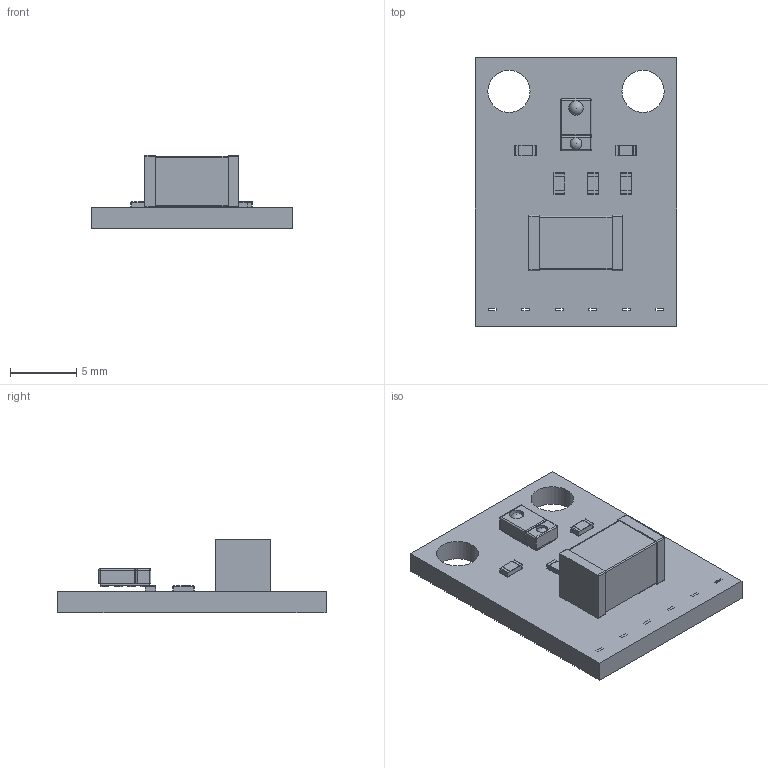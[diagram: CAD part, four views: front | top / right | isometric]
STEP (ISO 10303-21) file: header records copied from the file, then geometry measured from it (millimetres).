
FILE_DESCRIPTION(('FreeCAD Model'),'2;1');
FILE_NAME('sparkfun_apds_9960_v2.step','2020-12-09T14:43:29',('Anool Mahidharia'),('WyoLum'), 'Open CASCADE STEP processor 7.4','FreeCAD','Unknown');
FILE_SCHEMA(('AUTOMOTIVE_DESIGN { 1 0 10303 214 1 1 1 1 }'));
Length unit declared in the file: millimetre
Products named in the file (158): Unnamed; sparkfun_apds_9961; sparkfun_apds_9962; Exploded_sparkfun_apds_9960.0; sparkfun_apds_9960.0.189; sparkfun_apds_9960.0.190; sparkfun_apds_9960.0.194; sparkfun_apds_9960.0.195; sparkfun_apds_9960.0.196; sparkfun_apds_9960.0.197; sparkfun_apds_9960.0.223; sparkfun_apds_9960.0.224; sparkfun_apds_9960.0.237; sparkfun_apds_9960.0.238; sparkfun_apds_9960.0.239; sparkfun_apds_9960.0.240; sparkfun_apds_9960.0.241; sparkfun_apds_9960.0.242; sparkfun_apds_9960.0.243; sparkfun_apds_9960.0.244; sparkfun_apds_9960.0.257; sparkfun_apds_9960.0.258; sparkfun_apds_9960.0.259; sparkfun_apds_9960.0.260; sparkfun_apds_9960.0.261; sparkfun_apds_9960.0.262; sparkfun_apds_9960.0.263; sparkfun_apds_9960.0.264; sparkfun_apds_9960.0.265; sparkfun_apds_9960.0.266; sparkfun_apds_9960.0.267; sparkfun_apds_9960.0.268; sparkfun_apds_9960.0.269; sparkfun_apds_9960.0.270; sparkfun_apds_9960.0.271; sparkfun_apds_9960.0.272; sparkfun_apds_9960.0.273; sparkfun_apds_9960.0.274; sparkfun_apds_9960.0.275; sparkfun_apds_9960.0.276 ...
Assembly tree (157 placements, depth 3):
  Unnamed
    sparkfun_apds_9961
    sparkfun_apds_9962
    Exploded_sparkfun_apds_9960.0
      sparkfun_apds_9960.0.189
      sparkfun_apds_9960.0.190
      sparkfun_apds_9960.0.194
      sparkfun_apds_9960.0.195
      sparkfun_apds_9960.0.196
      sparkfun_apds_9960.0.197
      sparkfun_apds_9960.0.223
      sparkfun_apds_9960.0.224
      sparkfun_apds_9960.0.237
      sparkfun_apds_9960.0.238
      sparkfun_apds_9960.0.239
      sparkfun_apds_9960.0.240
      sparkfun_apds_9960.0.241
      sparkfun_apds_9960.0.242
      sparkfun_apds_9960.0.243
      sparkfun_apds_9960.0.244
      sparkfun_apds_9960.0.257
      sparkfun_apds_9960.0.258
      sparkfun_apds_9960.0.259
      sparkfun_apds_9960.0.260
      sparkfun_apds_9960.0.261
      sparkfun_apds_9960.0.262
      sparkfun_apds_9960.0.263
      sparkfun_apds_9960.0.264
      sparkfun_apds_9960.0.265
      sparkfun_apds_9960.0.266
      sparkfun_apds_9960.0.267
      sparkfun_apds_9960.0.268
      sparkfun_apds_9960.0.269
      sparkfun_apds_9960.0.270
      sparkfun_apds_9960.0.271
      sparkfun_apds_9960.0.272
      sparkfun_apds_9960.0.273
      sparkfun_apds_9960.0.274
      sparkfun_apds_9960.0.275
      sparkfun_apds_9960.0.276
      sparkfun_apds_9960.0.277
      sparkfun_apds_9960.0.278
      sparkfun_apds_9960.0.279
      sparkfun_apds_9960.0.280
      sparkfun_apds_9960.0.281
      sparkfun_apds_9960.0.282
      sparkfun_apds_9960.0.283
      sparkfun_apds_9960.0.284
      sparkfun_apds_9960.0.285
      sparkfun_apds_9960.0.286
      sparkfun_apds_9960.0.287
      sparkfun_apds_9960.0.288
      sparkfun_apds_9960.0.289
      sparkfun_apds_9960.0.290
      sparkfun_apds_9960.0.291
      sparkfun_apds_9960.0.292
      sparkfun_apds_9960.0.293
      sparkfun_apds_9960.0.294
      sparkfun_apds_9960.0.295
      sparkfun_apds_9960.0.296
Bounding box: 15.24 x 20.32 x 5.6 mm (x, y, z)
Volume: 11.6 mm3; surface area: 897 mm2
Topology: 2 solids, 156 shells, 242 faces, 1101 edges, 1014 vertices
Faces by surface type: plane 158, cylinder 74, sphere 10
Full cylindrical faces by diameter (mm): 3.2 x2
Entity records: 15764 total; most frequent: CARTESIAN_POINT 2519, DIRECTION 2147, ORIENTED_EDGE 1296, EDGE_CURVE 1091, VERTEX_POINT 1014, LINE 829, VECTOR 829, AXIS2_PLACEMENT_3D 659
